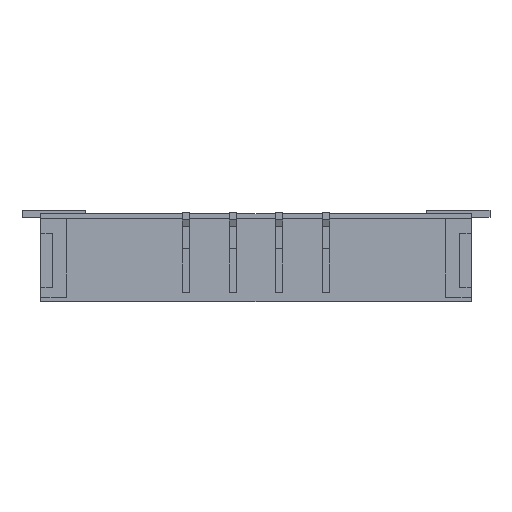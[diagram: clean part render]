
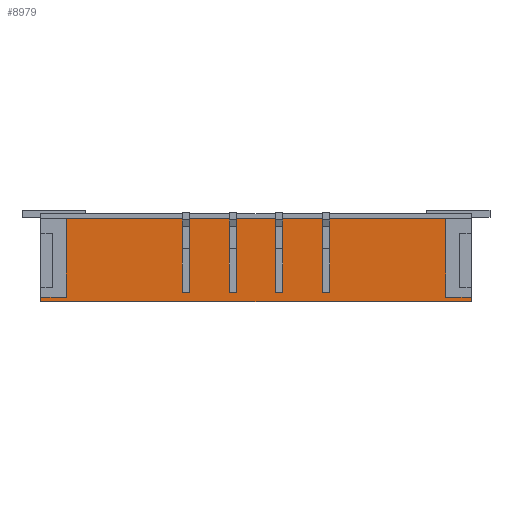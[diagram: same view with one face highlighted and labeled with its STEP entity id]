
A CAD part, front view. The second image highlights one B-rep face of the part: STEP entity #8979.
In plain terms, the highlighted planar face has unit normal (0, -1, 0).
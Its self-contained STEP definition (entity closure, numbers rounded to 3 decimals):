
#1474=DIRECTION('',(0.,0.,-1.));
#1475=VECTOR('',#1474,1.58);
#1476=CARTESIAN_POINT('',(1.424,0.35,-0.1));
#1477=LINE('',#1476,#1475);
#1478=DIRECTION('',(1.,0.,0.));
#1479=VECTOR('',#1478,0.152);
#1480=CARTESIAN_POINT('',(1.424,0.35,-1.68));
#1481=LINE('',#1480,#1479);
#1482=DIRECTION('',(0.,0.,-1.));
#1483=VECTOR('',#1482,1.58);
#1484=CARTESIAN_POINT('',(1.576,0.35,-0.1));
#1485=LINE('',#1484,#1483);
#1486=DIRECTION('',(1.,0.,0.));
#1487=VECTOR('',#1486,0.55);
#1488=CARTESIAN_POINT('',(4.05,0.35,-1.78));
#1489=LINE('',#1488,#1487);
#1490=DIRECTION('',(1.,0.,0.));
#1491=VECTOR('',#1490,0.55);
#1492=CARTESIAN_POINT('',(-4.6,0.35,-1.78));
#1493=LINE('',#1492,#1491);
#1494=DIRECTION('',(0.,0.,1.));
#1495=VECTOR('',#1494,1.68);
#1496=CARTESIAN_POINT('',(-4.05,0.35,-1.78));
#1497=LINE('',#1496,#1495);
#1498=DIRECTION('',(0.,0.,-1.));
#1499=VECTOR('',#1498,1.58);
#1500=CARTESIAN_POINT('',(-1.576,0.35,-0.1));
#1501=LINE('',#1500,#1499);
#1502=DIRECTION('',(1.,0.,0.));
#1503=VECTOR('',#1502,0.152);
#1504=CARTESIAN_POINT('',(-1.576,0.35,-1.68));
#1505=LINE('',#1504,#1503);
#1506=DIRECTION('',(0.,0.,-1.));
#1507=VECTOR('',#1506,1.58);
#1508=CARTESIAN_POINT('',(-1.424,0.35,-0.1));
#1509=LINE('',#1508,#1507);
#1510=DIRECTION('',(0.,0.,-1.));
#1511=VECTOR('',#1510,1.58);
#1512=CARTESIAN_POINT('',(-0.576,0.35,-0.1));
#1513=LINE('',#1512,#1511);
#1514=DIRECTION('',(1.,0.,0.));
#1515=VECTOR('',#1514,0.152);
#1516=CARTESIAN_POINT('',(-0.576,0.35,-1.68));
#1517=LINE('',#1516,#1515);
#1518=DIRECTION('',(0.,0.,-1.));
#1519=VECTOR('',#1518,1.58);
#1520=CARTESIAN_POINT('',(-0.424,0.35,-0.1));
#1521=LINE('',#1520,#1519);
#1522=DIRECTION('',(0.,0.,-1.));
#1523=VECTOR('',#1522,1.58);
#1524=CARTESIAN_POINT('',(0.424,0.35,-0.1));
#1525=LINE('',#1524,#1523);
#1526=DIRECTION('',(1.,0.,0.));
#1527=VECTOR('',#1526,0.152);
#1528=CARTESIAN_POINT('',(0.424,0.35,-1.68));
#1529=LINE('',#1528,#1527);
#1530=DIRECTION('',(0.,0.,-1.));
#1531=VECTOR('',#1530,1.58);
#1532=CARTESIAN_POINT('',(0.576,0.35,-0.1));
#1533=LINE('',#1532,#1531);
#1627=DIRECTION('',(1.,0.,0.));
#1628=VECTOR('',#1627,0.848);
#1629=CARTESIAN_POINT('',(0.576,0.35,-0.1));
#1630=LINE('',#1629,#1628);
#1643=DIRECTION('',(1.,0.,0.));
#1644=VECTOR('',#1643,0.848);
#1645=CARTESIAN_POINT('',(-0.424,0.35,-0.1));
#1646=LINE('',#1645,#1644);
#1659=DIRECTION('',(1.,0.,0.));
#1660=VECTOR('',#1659,0.848);
#1661=CARTESIAN_POINT('',(-1.424,0.35,-0.1));
#1662=LINE('',#1661,#1660);
#1675=DIRECTION('',(1.,0.,0.));
#1676=VECTOR('',#1675,2.474);
#1677=CARTESIAN_POINT('',(-4.05,0.35,-0.1));
#1678=LINE('',#1677,#1676);
#1691=DIRECTION('',(1.,0.,0.));
#1692=VECTOR('',#1691,2.474);
#1693=CARTESIAN_POINT('',(1.576,0.35,-0.1));
#1694=LINE('',#1693,#1692);
#3282=DIRECTION('',(0.,0.,-1.));
#3283=VECTOR('',#3282,0.1);
#3284=CARTESIAN_POINT('',(4.6,0.35,-1.78));
#3285=LINE('',#3284,#3283);
#3366=DIRECTION('',(0.,0.,-1.));
#3367=VECTOR('',#3366,0.1);
#3368=CARTESIAN_POINT('',(-4.6,0.35,-1.78));
#3369=LINE('',#3368,#3367);
#3430=DIRECTION('',(0.,0.,1.));
#3431=VECTOR('',#3430,1.68);
#3432=CARTESIAN_POINT('',(4.05,0.35,-1.78));
#3433=LINE('',#3432,#3431);
#3438=DIRECTION('',(1.,0.,0.));
#3439=VECTOR('',#3438,9.2);
#3440=CARTESIAN_POINT('',(-4.6,0.35,-1.88));
#3441=LINE('',#3440,#3439);
#5568=CARTESIAN_POINT('',(-4.6,0.35,-1.78));
#5570=VERTEX_POINT('',#5568);
#5571=CARTESIAN_POINT('',(-4.6,0.35,-1.88));
#5572=VERTEX_POINT('',#5571);
#5588=CARTESIAN_POINT('',(4.6,0.35,-1.78));
#5590=VERTEX_POINT('',#5588);
#5591=CARTESIAN_POINT('',(4.6,0.35,-1.88));
#5592=VERTEX_POINT('',#5591);
#5615=CARTESIAN_POINT('',(-4.05,0.35,-1.78));
#5616=VERTEX_POINT('',#5615);
#5617=CARTESIAN_POINT('',(4.05,0.35,-1.78));
#5618=VERTEX_POINT('',#5617);
#5619=CARTESIAN_POINT('',(-4.05,0.35,-0.1));
#5620=VERTEX_POINT('',#5619);
#5621=CARTESIAN_POINT('',(4.05,0.35,-0.1));
#5622=VERTEX_POINT('',#5621);
#5655=CARTESIAN_POINT('',(-1.576,0.35,-0.1));
#5656=CARTESIAN_POINT('',(-1.576,0.35,-1.68));
#5657=VERTEX_POINT('',#5655);
#5658=VERTEX_POINT('',#5656);
#5659=CARTESIAN_POINT('',(-1.424,0.35,-0.1));
#5660=CARTESIAN_POINT('',(-1.424,0.35,-1.68));
#5661=VERTEX_POINT('',#5659);
#5662=VERTEX_POINT('',#5660);
#6223=CARTESIAN_POINT('',(-0.576,0.35,-0.1));
#6224=CARTESIAN_POINT('',(-0.576,0.35,-1.68));
#6225=VERTEX_POINT('',#6223);
#6226=VERTEX_POINT('',#6224);
#6227=CARTESIAN_POINT('',(-0.424,0.35,-0.1));
#6228=CARTESIAN_POINT('',(-0.424,0.35,-1.68));
#6229=VERTEX_POINT('',#6227);
#6230=VERTEX_POINT('',#6228);
#6339=CARTESIAN_POINT('',(0.424,0.35,-0.1));
#6340=CARTESIAN_POINT('',(0.424,0.35,-1.68));
#6341=VERTEX_POINT('',#6339);
#6342=VERTEX_POINT('',#6340);
#6343=CARTESIAN_POINT('',(0.576,0.35,-0.1));
#6344=CARTESIAN_POINT('',(0.576,0.35,-1.68));
#6345=VERTEX_POINT('',#6343);
#6346=VERTEX_POINT('',#6344);
#6455=CARTESIAN_POINT('',(1.424,0.35,-0.1));
#6456=CARTESIAN_POINT('',(1.424,0.35,-1.68));
#6457=VERTEX_POINT('',#6455);
#6458=VERTEX_POINT('',#6456);
#6459=CARTESIAN_POINT('',(1.576,0.35,-0.1));
#6460=CARTESIAN_POINT('',(1.576,0.35,-1.68));
#6461=VERTEX_POINT('',#6459);
#6462=VERTEX_POINT('',#6460);
#8925=CARTESIAN_POINT('',(-4.6,0.35,-1.78));
#8926=DIRECTION('',(0.,-1.,0.));
#8927=DIRECTION('',(0.,0.,-1.));
#8928=AXIS2_PLACEMENT_3D('',#8925,#8926,#8927);
#8929=PLANE('',#8928);
#8931=ORIENTED_EDGE('',*,*,#8930,.T.);
#8933=ORIENTED_EDGE('',*,*,#8932,.T.);
#8935=ORIENTED_EDGE('',*,*,#8934,.F.);
#8937=ORIENTED_EDGE('',*,*,#8936,.T.);
#8939=ORIENTED_EDGE('',*,*,#8938,.F.);
#8941=ORIENTED_EDGE('',*,*,#8940,.T.);
#8943=ORIENTED_EDGE('',*,*,#8942,.T.);
#8945=ORIENTED_EDGE('',*,*,#8944,.F.);
#8947=ORIENTED_EDGE('',*,*,#8946,.F.);
#8949=ORIENTED_EDGE('',*,*,#8948,.T.);
#8951=ORIENTED_EDGE('',*,*,#8950,.T.);
#8953=ORIENTED_EDGE('',*,*,#8952,.T.);
#8954=ORIENTED_EDGE('',*,*,#8849,.T.);
#8956=ORIENTED_EDGE('',*,*,#8955,.T.);
#8958=ORIENTED_EDGE('',*,*,#8957,.F.);
#8960=ORIENTED_EDGE('',*,*,#8959,.T.);
#8962=ORIENTED_EDGE('',*,*,#8961,.T.);
#8964=ORIENTED_EDGE('',*,*,#8963,.T.);
#8966=ORIENTED_EDGE('',*,*,#8965,.F.);
#8968=ORIENTED_EDGE('',*,*,#8967,.T.);
#8970=ORIENTED_EDGE('',*,*,#8969,.T.);
#8972=ORIENTED_EDGE('',*,*,#8971,.T.);
#8974=ORIENTED_EDGE('',*,*,#8973,.F.);
#8976=ORIENTED_EDGE('',*,*,#8975,.T.);
#8977=EDGE_LOOP('',(#8931,#8933,#8935,#8937,#8939,#8941,#8943,#8945,#8947,#8949,
#8951,#8953,#8954,#8956,#8958,#8960,#8962,#8964,#8966,#8968,#8970,#8972,#8974,
#8976));
#8978=FACE_OUTER_BOUND('',#8977,.F.);
#8979=ADVANCED_FACE('',(#8978),#8929,.T.);
#8849=EDGE_CURVE('',#5657,#5658,#1501,.T.);
#8930=EDGE_CURVE('',#6457,#6458,#1477,.T.);
#8932=EDGE_CURVE('',#6458,#6462,#1481,.T.);
#8934=EDGE_CURVE('',#6461,#6462,#1485,.T.);
#8936=EDGE_CURVE('',#6461,#5622,#1694,.T.);
#8938=EDGE_CURVE('',#5618,#5622,#3433,.T.);
#8940=EDGE_CURVE('',#5618,#5590,#1489,.T.);
#8942=EDGE_CURVE('',#5590,#5592,#3285,.T.);
#8944=EDGE_CURVE('',#5572,#5592,#3441,.T.);
#8946=EDGE_CURVE('',#5570,#5572,#3369,.T.);
#8948=EDGE_CURVE('',#5570,#5616,#1493,.T.);
#8950=EDGE_CURVE('',#5616,#5620,#1497,.T.);
#8952=EDGE_CURVE('',#5620,#5657,#1678,.T.);
#8955=EDGE_CURVE('',#5658,#5662,#1505,.T.);
#8957=EDGE_CURVE('',#5661,#5662,#1509,.T.);
#8959=EDGE_CURVE('',#5661,#6225,#1662,.T.);
#8961=EDGE_CURVE('',#6225,#6226,#1513,.T.);
#8963=EDGE_CURVE('',#6226,#6230,#1517,.T.);
#8965=EDGE_CURVE('',#6229,#6230,#1521,.T.);
#8967=EDGE_CURVE('',#6229,#6341,#1646,.T.);
#8969=EDGE_CURVE('',#6341,#6342,#1525,.T.);
#8971=EDGE_CURVE('',#6342,#6346,#1529,.T.);
#8973=EDGE_CURVE('',#6345,#6346,#1533,.T.);
#8975=EDGE_CURVE('',#6345,#6457,#1630,.T.);
